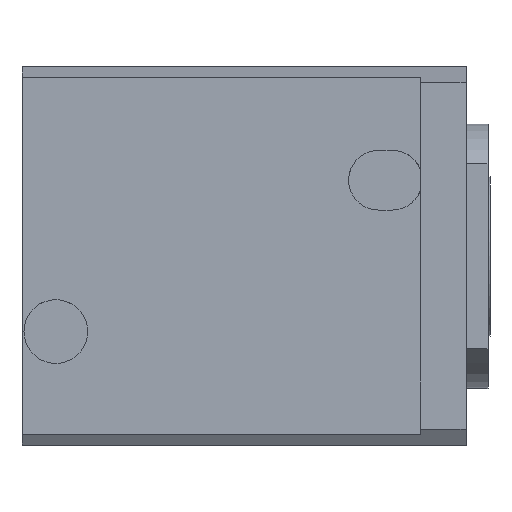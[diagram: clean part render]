
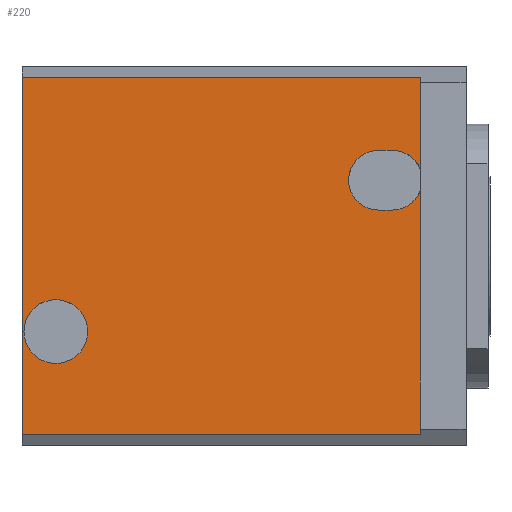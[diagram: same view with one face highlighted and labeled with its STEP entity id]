
A CAD part, top view. The second image highlights one B-rep face of the part: STEP entity #220.
In plain terms, the highlighted planar face has unit normal (0, 0, 1).
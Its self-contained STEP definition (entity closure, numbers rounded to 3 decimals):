
#82=LINE('',#1081,#148);
#91=LINE('',#1118,#157);
#92=LINE('',#1120,#158);
#93=LINE('',#1121,#159);
#94=LINE('',#1123,#160);
#95=LINE('',#1127,#161);
#96=LINE('',#1131,#162);
#148=VECTOR('',#867,1.);
#157=VECTOR('',#902,1.);
#158=VECTOR('',#903,1.);
#159=VECTOR('',#904,1.);
#160=VECTOR('',#905,1.);
#161=VECTOR('',#908,1.);
#162=VECTOR('',#911,1.);
#220=ADVANCED_FACE('',(#288,#289),#259,.F.);
#259=PLANE('',#796);
#288=FACE_BOUND('',#312,.T.);
#289=FACE_BOUND('',#313,.T.);
#312=EDGE_LOOP('',(#385,#386,#387,#388,#389,#390,#391,#392,#393,#394));
#313=EDGE_LOOP('',(#395));
#385=ORIENTED_EDGE('',*,*,#637,.F.);
#386=ORIENTED_EDGE('',*,*,#638,.T.);
#387=ORIENTED_EDGE('',*,*,#639,.T.);
#388=ORIENTED_EDGE('',*,*,#621,.F.);
#389=ORIENTED_EDGE('',*,*,#640,.T.);
#390=ORIENTED_EDGE('',*,*,#641,.T.);
#391=ORIENTED_EDGE('',*,*,#642,.T.);
#392=ORIENTED_EDGE('',*,*,#643,.T.);
#393=ORIENTED_EDGE('',*,*,#644,.T.);
#394=ORIENTED_EDGE('',*,*,#645,.T.);
#395=ORIENTED_EDGE('',*,*,#646,.T.);
#555=VERTEX_POINT('',#1082);
#556=VERTEX_POINT('',#1083);
#568=VERTEX_POINT('',#1116);
#569=VERTEX_POINT('',#1117);
#570=VERTEX_POINT('',#1119);
#571=VERTEX_POINT('',#1122);
#572=VERTEX_POINT('',#1124);
#573=VERTEX_POINT('',#1126);
#574=VERTEX_POINT('',#1128);
#575=VERTEX_POINT('',#1130);
#576=VERTEX_POINT('',#1133);
#621=EDGE_CURVE('',#555,#556,#82,.T.);
#637=EDGE_CURVE('',#568,#569,#724,.T.);
#638=EDGE_CURVE('',#568,#570,#91,.T.);
#639=EDGE_CURVE('',#570,#556,#92,.T.);
#640=EDGE_CURVE('',#555,#571,#93,.T.);
#641=EDGE_CURVE('',#571,#572,#94,.T.);
#642=EDGE_CURVE('',#572,#573,#725,.T.);
#643=EDGE_CURVE('',#573,#574,#95,.T.);
#644=EDGE_CURVE('',#574,#575,#726,.T.);
#645=EDGE_CURVE('',#575,#569,#96,.T.);
#646=EDGE_CURVE('',#576,#576,#727,.T.);
#724=CIRCLE('',#792,7.5);
#725=CIRCLE('',#793,7.5);
#726=CIRCLE('',#794,7.5);
#727=CIRCLE('',#795,8.);
#792=AXIS2_PLACEMENT_3D('',#1115,#900,#901);
#793=AXIS2_PLACEMENT_3D('',#1125,#906,#907);
#794=AXIS2_PLACEMENT_3D('',#1129,#909,#910);
#795=AXIS2_PLACEMENT_3D('',#1132,#912,#913);
#796=AXIS2_PLACEMENT_3D('',#1134,#914,#915);
#867=DIRECTION('',(0.,1.,0.));
#900=DIRECTION('',(0.,0.,1.));
#901=DIRECTION('',(0.,1.,0.));
#902=DIRECTION('',(0.,1.,0.));
#903=DIRECTION('',(-1.,0.,0.));
#904=DIRECTION('',(1.,0.,0.));
#905=DIRECTION('',(0.,1.,0.));
#906=DIRECTION('',(0.,0.,-1.));
#907=DIRECTION('',(-1.,0.,0.));
#908=DIRECTION('',(-1.,0.,0.));
#909=DIRECTION('',(0.,0.,-1.));
#910=DIRECTION('',(0.,-1.,0.));
#911=DIRECTION('',(1.,0.,0.));
#912=DIRECTION('',(0.,0.,-1.));
#913=DIRECTION('',(0.,-1.,0.));
#914=DIRECTION('',(0.,0.,-1.));
#915=DIRECTION('',(-1.,0.,0.));
#1081=CARTESIAN_POINT('',(-100.,-47.5,0.));
#1082=CARTESIAN_POINT('',(-100.,-44.84,0.));
#1083=CARTESIAN_POINT('',(-100.,44.84,0.));
#1115=CARTESIAN_POINT('',(-7.,19.,0.));
#1116=CARTESIAN_POINT('',(0.,21.693,0.));
#1117=CARTESIAN_POINT('',(-7.,26.5,0.));
#1118=CARTESIAN_POINT('',(0.,-47.5,0.));
#1119=CARTESIAN_POINT('',(0.,44.84,0.));
#1120=CARTESIAN_POINT('',(0.,44.84,0.));
#1121=CARTESIAN_POINT('',(0.,-44.84,0.));
#1122=CARTESIAN_POINT('',(0.,-44.84,0.));
#1123=CARTESIAN_POINT('',(0.,-47.5,0.));
#1124=CARTESIAN_POINT('',(0.,16.307,0.));
#1125=CARTESIAN_POINT('',(-7.,19.,0.));
#1126=CARTESIAN_POINT('',(-7.,11.5,0.));
#1127=CARTESIAN_POINT('',(-7.,11.5,0.));
#1128=CARTESIAN_POINT('',(-10.5,11.5,0.));
#1129=CARTESIAN_POINT('',(-10.5,19.,0.));
#1130=CARTESIAN_POINT('',(-10.5,26.5,0.));
#1131=CARTESIAN_POINT('',(-10.5,26.5,0.));
#1132=CARTESIAN_POINT('',(-91.5,-19.,0.));
#1133=CARTESIAN_POINT('',(-91.5,-27.,0.));
#1134=CARTESIAN_POINT('',(0.,-47.5,0.));
